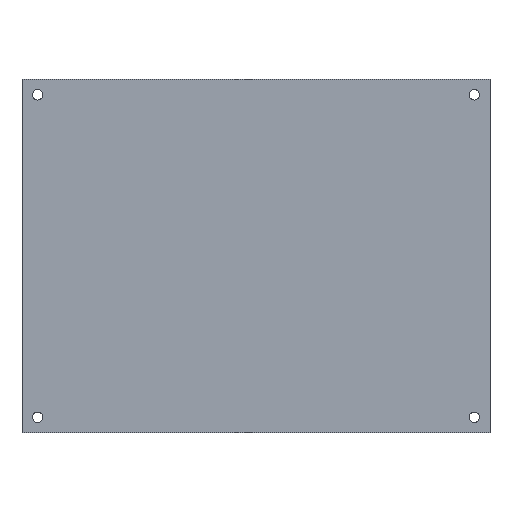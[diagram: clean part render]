
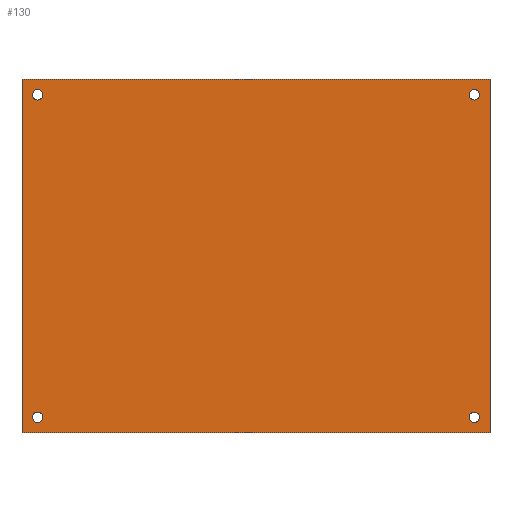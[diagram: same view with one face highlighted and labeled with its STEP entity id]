
A CAD part, front view. The second image highlights one B-rep face of the part: STEP entity #130.
In plain terms, the highlighted planar face has unit normal (0, -1, 0).
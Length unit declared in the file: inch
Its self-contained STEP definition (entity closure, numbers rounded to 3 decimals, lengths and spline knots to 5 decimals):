
#6 = CARTESIAN_POINT ( 'NONE',  ( 10.5, 0., -7.5 ) ) ;
#9 = DIRECTION ( 'NONE',  ( 0., -1., 0. ) ) ;
#19 = DIRECTION ( 'NONE',  ( 0., 1., 0. ) ) ;
#20 = CARTESIAN_POINT ( 'NONE',  ( 10.5, 0., -8. ) ) ;
#23 = EDGE_CURVE ( 'NONE', #502, #73, #315, .T. ) ;
#45 = ORIENTED_EDGE ( 'NONE', *, *, #411, .F. ) ;
#46 = ORIENTED_EDGE ( 'NONE', *, *, #515, .F. ) ;
#47 = VERTEX_POINT ( 'NONE', #20 ) ;
#49 = CARTESIAN_POINT ( 'NONE',  ( 10.5, 0., -7.75 ) ) ;
#50 = CARTESIAN_POINT ( 'NONE',  ( 10.5, 0., 7.5 ) ) ;
#52 = ORIENTED_EDGE ( 'NONE', *, *, #242, .F. ) ;
#54 = CARTESIAN_POINT ( 'NONE',  ( -11.25, 0., 8.5 ) ) ;
#56 = CARTESIAN_POINT ( 'NONE',  ( -11.25, 0., 8.5 ) ) ;
#58 = VERTEX_POINT ( 'NONE', #6 ) ;
#59 = DIRECTION ( 'NONE',  ( 0., 0., -1. ) ) ;
#66 = DIRECTION ( 'NONE',  ( 0., -1., 0. ) ) ;
#72 = VECTOR ( 'NONE', #361, 39.37008 ) ;
#73 = VERTEX_POINT ( 'NONE', #50 ) ;
#74 = CARTESIAN_POINT ( 'NONE',  ( 11.25, 0., 8.5 ) ) ;
#76 = DIRECTION ( 'NONE',  ( -1., 0., 0. ) ) ;
#77 = CARTESIAN_POINT ( 'NONE',  ( -10.5, 0., 7.5 ) ) ;
#78 = AXIS2_PLACEMENT_3D ( 'NONE', #230, #9, #305 ) ;
#80 = DIRECTION ( 'NONE',  ( 0., -1., 0. ) ) ;
#94 = CIRCLE ( 'NONE', #421, 0.25 ) ;
#98 = VERTEX_POINT ( 'NONE', #423 ) ;
#107 = CARTESIAN_POINT ( 'NONE',  ( -10.5, 0., -7.75 ) ) ;
#119 = LINE ( 'NONE', #282, #326 ) ;
#122 = CIRCLE ( 'NONE', #464, 0.25 ) ;
#130 = ADVANCED_FACE ( 'NONE', ( #216, #344, #511, #504, #478 ), #390, .F. ) ;
#131 = EDGE_LOOP ( 'NONE', ( #284, #46, #302, #45 ) ) ;
#137 = DIRECTION ( 'NONE',  ( 0., -1., 0. ) ) ;
#143 = DIRECTION ( 'NONE',  ( 1., 0., 0. ) ) ;
#144 = VERTEX_POINT ( 'NONE', #419 ) ;
#146 = CARTESIAN_POINT ( 'NONE',  ( 10.5, 0., 7.75 ) ) ;
#147 = AXIS2_PLACEMENT_3D ( 'NONE', #49, #66, #260 ) ;
#151 = DIRECTION ( 'NONE',  ( 0., 0., -1. ) ) ;
#157 = CARTESIAN_POINT ( 'NONE',  ( -10.5, 0., 7.75 ) ) ;
#158 = EDGE_CURVE ( 'NONE', #286, #168, #222, .T. ) ;
#166 = CIRCLE ( 'NONE', #399, 0.25 ) ;
#167 = AXIS2_PLACEMENT_3D ( 'NONE', #394, #520, #59 ) ;
#168 = VERTEX_POINT ( 'NONE', #276 ) ;
#173 = AXIS2_PLACEMENT_3D ( 'NONE', #146, #355, #434 ) ;
#188 = DIRECTION ( 'NONE',  ( 0., 0., 1. ) ) ;
#193 = EDGE_CURVE ( 'NONE', #58, #47, #308, .T. ) ;
#198 = CIRCLE ( 'NONE', #425, 0.25 ) ;
#204 = CARTESIAN_POINT ( 'NONE',  ( 10.5, 0., -7.75 ) ) ;
#216 = FACE_OUTER_BOUND ( 'NONE', #131, .T. ) ;
#222 = LINE ( 'NONE', #54, #375 ) ;
#226 = ORIENTED_EDGE ( 'NONE', *, *, #193, .F. ) ;
#230 = CARTESIAN_POINT ( 'NONE',  ( 10.5, 0., 7.75 ) ) ;
#242 = EDGE_CURVE ( 'NONE', #73, #502, #314, .T. ) ;
#258 = ORIENTED_EDGE ( 'NONE', *, *, #23, .F. ) ;
#260 = DIRECTION ( 'NONE',  ( 0., 0., -1. ) ) ;
#266 = ORIENTED_EDGE ( 'NONE', *, *, #292, .F. ) ;
#269 = ORIENTED_EDGE ( 'NONE', *, *, #527, .F. ) ;
#276 = CARTESIAN_POINT ( 'NONE',  ( 11.25, 0., 8.5 ) ) ;
#279 = ORIENTED_EDGE ( 'NONE', *, *, #487, .F. ) ;
#282 = CARTESIAN_POINT ( 'NONE',  ( -11.25, 0., -8.5 ) ) ;
#284 = ORIENTED_EDGE ( 'NONE', *, *, #444, .F. ) ;
#286 = VERTEX_POINT ( 'NONE', #56 ) ;
#287 = CARTESIAN_POINT ( 'NONE',  ( -10.5, 0., -7.5 ) ) ;
#292 = EDGE_CURVE ( 'NONE', #449, #98, #400, .T. ) ;
#294 = EDGE_CURVE ( 'NONE', #412, #144, #122, .T. ) ;
#302 = ORIENTED_EDGE ( 'NONE', *, *, #158, .F. ) ;
#305 = DIRECTION ( 'NONE',  ( 0., 0., -1. ) ) ;
#308 = CIRCLE ( 'NONE', #147, 0.25 ) ;
#314 = CIRCLE ( 'NONE', #173, 0.25 ) ;
#315 = CIRCLE ( 'NONE', #78, 0.25 ) ;
#316 = DIRECTION ( 'NONE',  ( 0., -1., 0. ) ) ;
#322 = DIRECTION ( 'NONE',  ( 0., 0., -1. ) ) ;
#325 = DIRECTION ( 'NONE',  ( 0., 0., -1. ) ) ;
#326 = VECTOR ( 'NONE', #76, 39.37008 ) ;
#335 = ORIENTED_EDGE ( 'NONE', *, *, #359, .F. ) ;
#344 = FACE_BOUND ( 'NONE', #374, .T. ) ;
#345 = VERTEX_POINT ( 'NONE', #389 ) ;
#355 = DIRECTION ( 'NONE',  ( 0., -1., 0. ) ) ;
#359 = EDGE_CURVE ( 'NONE', #144, #412, #94, .T. ) ;
#361 = DIRECTION ( 'NONE',  ( 0., 0., -1. ) ) ;
#365 = CARTESIAN_POINT ( 'NONE',  ( -11.25, 0., 8.5 ) ) ;
#371 = DIRECTION ( 'NONE',  ( 0., -1., 0. ) ) ;
#373 = ORIENTED_EDGE ( 'NONE', *, *, #294, .F. ) ;
#374 = EDGE_LOOP ( 'NONE', ( #335, #373 ) ) ;
#375 = VECTOR ( 'NONE', #143, 39.37008 ) ;
#377 = EDGE_LOOP ( 'NONE', ( #279, #226 ) ) ;
#383 = CARTESIAN_POINT ( 'NONE',  ( -11.25, 0., 8.5 ) ) ;
#389 = CARTESIAN_POINT ( 'NONE',  ( -11.25, 0., -8.5 ) ) ;
#390 = PLANE ( 'NONE',  #402 ) ;
#392 = LINE ( 'NONE', #74, #72 ) ;
#394 = CARTESIAN_POINT ( 'NONE',  ( -10.5, 0., 7.75 ) ) ;
#399 = AXIS2_PLACEMENT_3D ( 'NONE', #204, #80, #532 ) ;
#400 = CIRCLE ( 'NONE', #167, 0.25 ) ;
#402 = AXIS2_PLACEMENT_3D ( 'NONE', #383, #19, #188 ) ;
#411 = EDGE_CURVE ( 'NONE', #345, #286, #529, .T. ) ;
#412 = VERTEX_POINT ( 'NONE', #287 ) ;
#419 = CARTESIAN_POINT ( 'NONE',  ( -10.5, 0., -8. ) ) ;
#421 = AXIS2_PLACEMENT_3D ( 'NONE', #107, #371, #325 ) ;
#423 = CARTESIAN_POINT ( 'NONE',  ( -10.5, 0., 8. ) ) ;
#425 = AXIS2_PLACEMENT_3D ( 'NONE', #157, #316, #322 ) ;
#434 = DIRECTION ( 'NONE',  ( 0., 0., -1. ) ) ;
#444 = EDGE_CURVE ( 'NONE', #467, #345, #119, .T. ) ;
#449 = VERTEX_POINT ( 'NONE', #77 ) ;
#464 = AXIS2_PLACEMENT_3D ( 'NONE', #510, #137, #151 ) ;
#467 = VERTEX_POINT ( 'NONE', #490 ) ;
#478 = FACE_BOUND ( 'NONE', #491, .T. ) ;
#484 = CARTESIAN_POINT ( 'NONE',  ( 10.5, 0., 8. ) ) ;
#487 = EDGE_CURVE ( 'NONE', #47, #58, #166, .T. ) ;
#489 = VECTOR ( 'NONE', #495, 39.37008 ) ;
#490 = CARTESIAN_POINT ( 'NONE',  ( 11.25, 0., -8.5 ) ) ;
#491 = EDGE_LOOP ( 'NONE', ( #52, #258 ) ) ;
#495 = DIRECTION ( 'NONE',  ( 0., 0., 1. ) ) ;
#501 = EDGE_LOOP ( 'NONE', ( #266, #269 ) ) ;
#502 = VERTEX_POINT ( 'NONE', #484 ) ;
#504 = FACE_BOUND ( 'NONE', #377, .T. ) ;
#510 = CARTESIAN_POINT ( 'NONE',  ( -10.5, 0., -7.75 ) ) ;
#511 = FACE_BOUND ( 'NONE', #501, .T. ) ;
#515 = EDGE_CURVE ( 'NONE', #168, #467, #392, .T. ) ;
#520 = DIRECTION ( 'NONE',  ( 0., -1., 0. ) ) ;
#527 = EDGE_CURVE ( 'NONE', #98, #449, #198, .T. ) ;
#529 = LINE ( 'NONE', #365, #489 ) ;
#532 = DIRECTION ( 'NONE',  ( 0., 0., -1. ) ) ;
